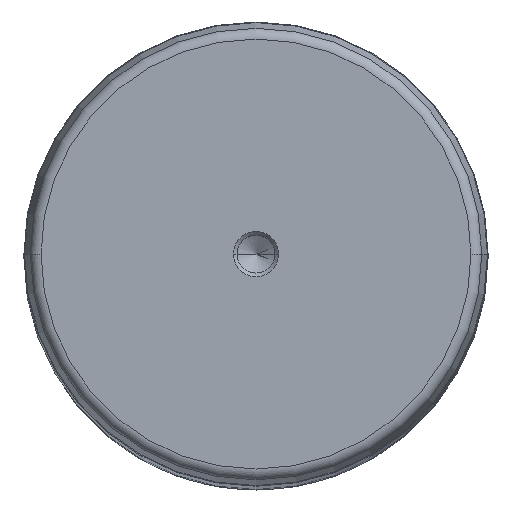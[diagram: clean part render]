
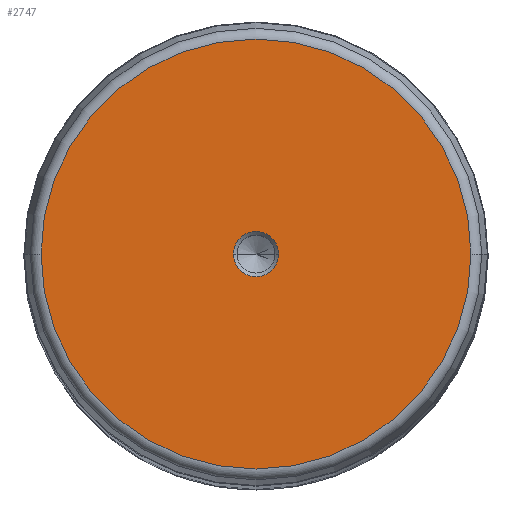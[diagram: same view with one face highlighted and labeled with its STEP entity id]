
A CAD part, top view. The second image highlights one B-rep face of the part: STEP entity #2747.
In plain terms, the highlighted planar face has unit normal (0, 0, 1).
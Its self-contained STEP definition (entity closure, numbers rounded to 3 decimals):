
#130 = VERTEX_POINT ( 'NONE', #2489 ) ;
#193 = DIRECTION ( 'NONE',  ( -1., 0., 0. ) ) ;
#198 = DIRECTION ( 'NONE',  ( 0., 0., -1. ) ) ;
#257 = DIRECTION ( 'NONE',  ( 0., 0., 1. ) ) ;
#513 = CARTESIAN_POINT ( 'NONE',  ( 0., 0., 600. ) ) ;
#914 = EDGE_LOOP ( 'NONE', ( #2443, #2549 ) ) ;
#1019 = ORIENTED_EDGE ( 'NONE', *, *, #3119, .T. ) ;
#1057 = PLANE ( 'NONE',  #3353 ) ;
#1082 = DIRECTION ( 'NONE',  ( 1., 0., 0. ) ) ;
#1204 = FACE_BOUND ( 'NONE', #2886, .T. ) ;
#1259 = DIRECTION ( 'NONE',  ( -1., 0., 0. ) ) ;
#1273 = DIRECTION ( 'NONE',  ( 1., 0., 0. ) ) ;
#1318 = CARTESIAN_POINT ( 'NONE',  ( 57.879, 0., 600. ) ) ;
#1371 = DIRECTION ( 'NONE',  ( 0., 0., -1. ) ) ;
#1429 = CARTESIAN_POINT ( 'NONE',  ( -6.1, 0., 600. ) ) ;
#1443 = AXIS2_PLACEMENT_3D ( 'NONE', #1642, #1371, #2467 ) ;
#1642 = CARTESIAN_POINT ( 'NONE',  ( 0., 0., 600. ) ) ;
#1876 = DIRECTION ( 'NONE',  ( 0., 0., -1. ) ) ;
#1880 = CARTESIAN_POINT ( 'NONE',  ( 0., 0., 600. ) ) ;
#1995 = CIRCLE ( 'NONE', #1443, 6.1 ) ;
#2078 = CIRCLE ( 'NONE', #2196, 6.1 ) ;
#2161 = CARTESIAN_POINT ( 'NONE',  ( -57.879, 0., 600. ) ) ;
#2196 = AXIS2_PLACEMENT_3D ( 'NONE', #1880, #198, #1273 ) ;
#2262 = EDGE_CURVE ( 'NONE', #2721, #2574, #3422, .T. ) ;
#2390 = DIRECTION ( 'NONE',  ( 0., 0., -1. ) ) ;
#2443 = ORIENTED_EDGE ( 'NONE', *, *, #2262, .F. ) ;
#2444 = EDGE_CURVE ( 'NONE', #2574, #2721, #3095, .T. ) ;
#2467 = DIRECTION ( 'NONE',  ( 1., 0., 0. ) ) ;
#2489 = CARTESIAN_POINT ( 'NONE',  ( 6.1, 0., 600. ) ) ;
#2549 = ORIENTED_EDGE ( 'NONE', *, *, #2444, .F. ) ;
#2574 = VERTEX_POINT ( 'NONE', #1318 ) ;
#2721 = VERTEX_POINT ( 'NONE', #2161 ) ;
#2722 = CARTESIAN_POINT ( 'NONE',  ( 0., 0., 600. ) ) ;
#2747 = ADVANCED_FACE ( 'NONE', ( #1204, #2981 ), #1057, .T. ) ;
#2749 = EDGE_CURVE ( 'NONE', #3006, #130, #1995, .T. ) ;
#2886 = EDGE_LOOP ( 'NONE', ( #1019, #3027 ) ) ;
#2916 = CARTESIAN_POINT ( 'NONE',  ( 0., 0., 600. ) ) ;
#2925 = AXIS2_PLACEMENT_3D ( 'NONE', #2722, #1876, #193 ) ;
#2977 = AXIS2_PLACEMENT_3D ( 'NONE', #2916, #2390, #1259 ) ;
#2981 = FACE_OUTER_BOUND ( 'NONE', #914, .T. ) ;
#3006 = VERTEX_POINT ( 'NONE', #1429 ) ;
#3027 = ORIENTED_EDGE ( 'NONE', *, *, #2749, .T. ) ;
#3095 = CIRCLE ( 'NONE', #2977, 57.879 ) ;
#3119 = EDGE_CURVE ( 'NONE', #130, #3006, #2078, .T. ) ;
#3353 = AXIS2_PLACEMENT_3D ( 'NONE', #513, #257, #1082 ) ;
#3422 = CIRCLE ( 'NONE', #2925, 57.879 ) ;
